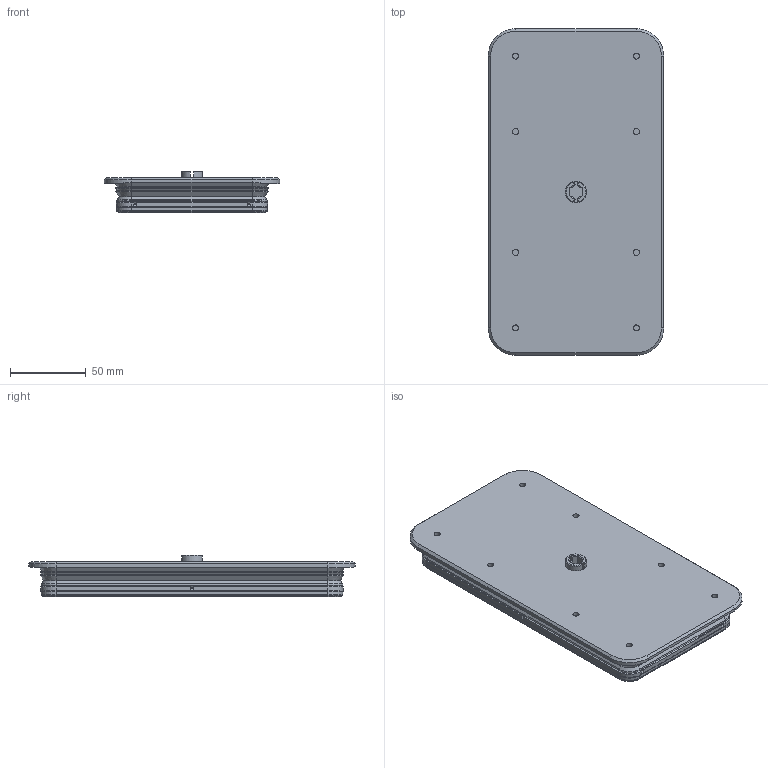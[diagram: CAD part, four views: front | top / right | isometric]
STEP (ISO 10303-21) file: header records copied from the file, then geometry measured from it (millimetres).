
FILE_DESCRIPTION(/* description */ ('STEP AP242','CAx-IF Rec.Pracs.---Representation and Presentation of Product Manufacturing Information (PMI)---4.0---2014-10-13','CAx-IF Rec.Pracs.---3D Tessellated Geometry---0.4---2014-09-14','2;1'),/* implementation_level */ '2;1');
FILE_NAME(/* name */ '65706528fe3e4b51bbd422dc',/* time_stamp */ '2023-12-06T12:12:25Z',/* author */ (''),/* organization */ (''),/* preprocessor_version */ 'ST-DEVELOPER v19.4',/* originating_system */ ' ',/* authorisation */ ' ');
FILE_SCHEMA (('AP242_MANAGED_MODEL_BASED_3D_ENGINEERING_MIM_LF { 1 0 10303 442 1 1 4 }'));
Length unit declared in the file: metre
Products named in the file (4): gasket; lid upper; COMPLIANCE; lid lower
Bounding box: 116 x 216 x 27.6 mm (x, y, z)
Volume: 228258 mm3; surface area: 203315.3 mm2
Topology: 4 solids, 4 shells, 1269 faces, 3194 edges, 2002 vertices
Faces by surface type: plane 619, cylinder 468, cone 104, torus 76, bspline 2
Full cylindrical faces by diameter (mm): 3.4 x14, 4 x22, 6.842 x4, 9.841 x3, 10 x6, 13.8 x1, 14 x1, 19 x1
Entity records: 37895 total; most frequent: DIRECTION 6738, CARTESIAN_POINT 6591, ORIENTED_EDGE 6246, EDGE_CURVE 3123, AXIS2_PLACEMENT_3D 2382, VERTEX_POINT 1997, LINE 1974, VECTOR 1974
